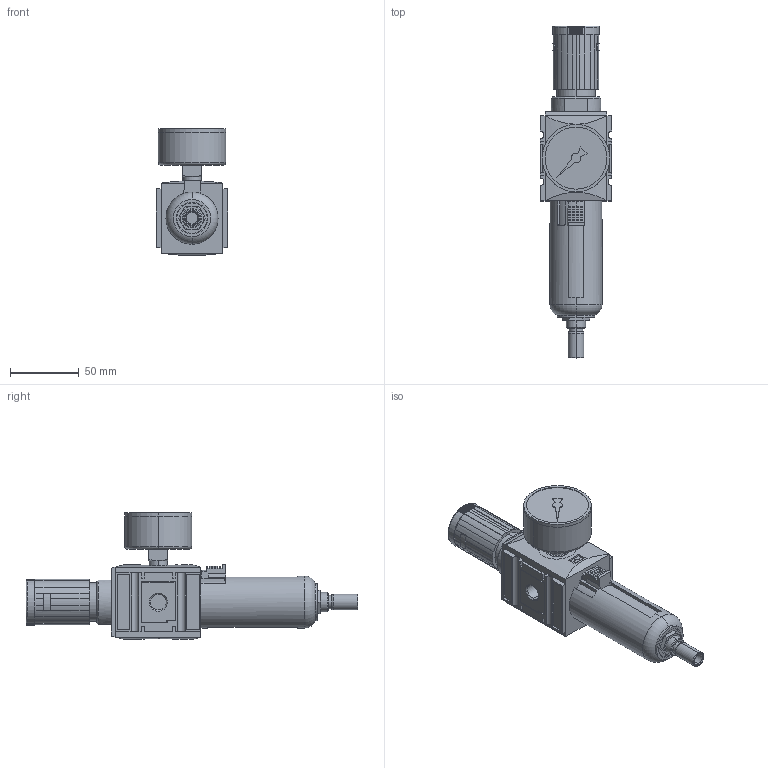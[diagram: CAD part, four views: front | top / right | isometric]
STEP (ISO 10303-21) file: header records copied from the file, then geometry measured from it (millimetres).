
FILE_DESCRIPTION (( 'STEP AP214' ), '1' );
FILE_NAME ('KN-KFRG114_8_GAM.STEP', '2018-09-11T13:15:57', ( '' ), ( '' ), 'SwSTEP 2.0', 'SolidWorks 2018', '' );
FILE_SCHEMA (( 'AUTOMOTIVE_DESIGN' ));
Length unit declared in the file: millimetre
Products named in the file (1): KN-KFRG114_8_GAM
Bounding box: 52 x 241 x 92.1 mm (x, y, z)
Volume: 358996.1 mm3; surface area: 56817.7 mm2
Topology: 4 solids, 6 shells, 617 faces, 1620 edges, 1056 vertices
Faces by surface type: plane 363, cylinder 194, cone 30, torus 30
Entity records: 26836 total; most frequent: CARTESIAN_POINT 4292, DIRECTION 3406, ORIENTED_EDGE 3240, EDGE_CURVE 1620, AXIS2_PLACEMENT_3D 1216, VERTEX_POINT 1056, VECTOR 974, LINE 974
